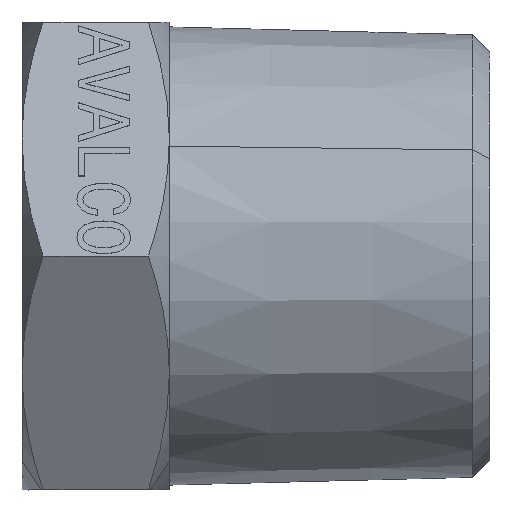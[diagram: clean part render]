
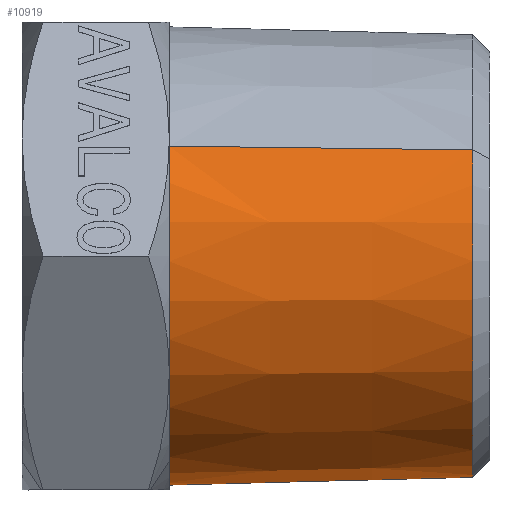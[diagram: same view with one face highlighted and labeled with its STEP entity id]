
A CAD part, left-side view. The second image highlights one B-rep face of the part: STEP entity #10919.
In plain terms, the highlighted conical face has half-angle 1.47 degrees and reference radius 12.746 mm.
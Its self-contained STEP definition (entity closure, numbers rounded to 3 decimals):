
#1184=CARTESIAN_POINT('Vertex',(-11.602,0.,6.338)) ;
#1186=CARTESIAN_POINT('Vertex',(11.602,0.,-6.338)) ;
#1189=CARTESIAN_POINT('Axis2P3D Location',(0.,0.,0.)) ;
#10889=CARTESIAN_POINT('Axis2P3D Location',(0.,-18.5,0.)) ;
#10894=CARTESIAN_POINT('Line Origine',(-11.394,-9.25,6.224)) ;
#10898=CARTESIAN_POINT('Vertex',(-11.208,-17.5,6.123)) ;
#10901=CARTESIAN_POINT('Line Origine',(11.394,-9.25,-6.224)) ;
#10905=CARTESIAN_POINT('Vertex',(11.208,-17.5,-6.123)) ;
#10908=CARTESIAN_POINT('Axis2P3D Location',(0.,-17.5,0.)) ;
#1190=DIRECTION('Axis2P3D Direction',(0.,1.,0.)) ;
#10890=DIRECTION('Axis2P3D Direction',(0.,1.,0.)) ;
#10891=DIRECTION('Axis2P3D XDirection',(-0.878,0.,0.479)) ;
#10895=DIRECTION('Vector Direction',(-0.023,1.,0.012)) ;
#10902=DIRECTION('Vector Direction',(0.023,1.,-0.012)) ;
#10909=DIRECTION('Axis2P3D Direction',(0.,1.,0.)) ;
#1191=AXIS2_PLACEMENT_3D('Circle Axis2P3D',#1189,#1190,$) ;
#10892=AXIS2_PLACEMENT_3D('Cone Axis2P3D',#10889,#10890,#10891) ;
#10910=AXIS2_PLACEMENT_3D('Circle Axis2P3D',#10908,#10909,$) ;
#10914=ORIENTED_EDGE('',*,*,#10900,.T.) ;
#10915=ORIENTED_EDGE('',*,*,#1193,.F.) ;
#10916=ORIENTED_EDGE('',*,*,#10907,.F.) ;
#10917=ORIENTED_EDGE('',*,*,#10912,.T.) ;
#10896=VECTOR('Line Direction',#10895,1.) ;
#10903=VECTOR('Line Direction',#10902,1.) ;
#10919=ADVANCED_FACE('Corps principal',(#10918),#10893,.T.) ;
#1192=CIRCLE('generated circle',#1191,13.221) ;
#10911=CIRCLE('generated circle',#10910,12.771) ;
#10893=CONICAL_SURFACE('Cone',#10892,12.746,0.026) ;
#1193=EDGE_CURVE('',#1187,#1185,#1192,.T.) ;
#10900=EDGE_CURVE('',#10899,#1185,#10897,.T.) ;
#10907=EDGE_CURVE('',#10906,#1187,#10904,.T.) ;
#10912=EDGE_CURVE('',#10906,#10899,#10911,.T.) ;
#10913=EDGE_LOOP('',(#10914,#10915,#10916,#10917)) ;
#10918=FACE_OUTER_BOUND('',#10913,.T.) ;
#10897=LINE('Line',#10894,#10896) ;
#10904=LINE('Line',#10901,#10903) ;
#1185=VERTEX_POINT('',#1184) ;
#1187=VERTEX_POINT('',#1186) ;
#10899=VERTEX_POINT('',#10898) ;
#10906=VERTEX_POINT('',#10905) ;
